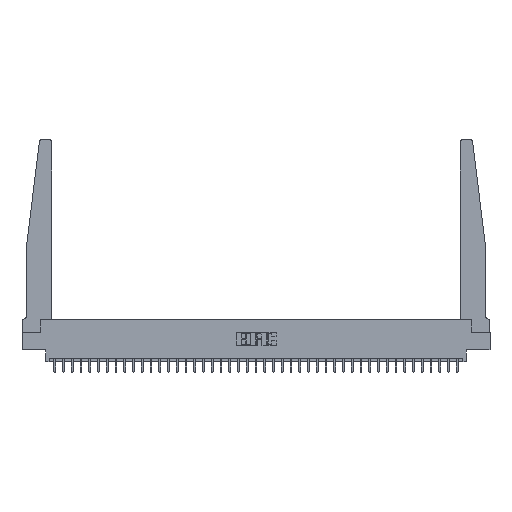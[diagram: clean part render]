
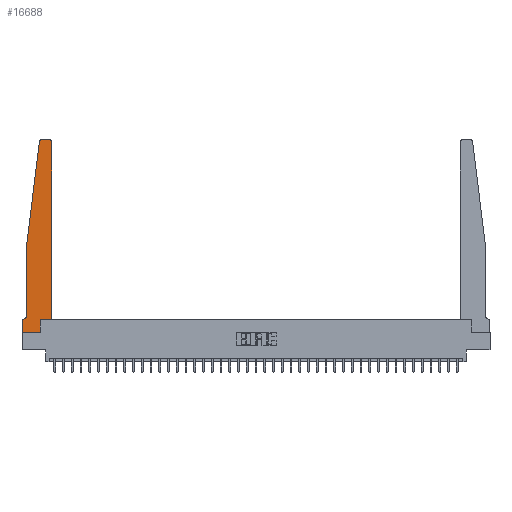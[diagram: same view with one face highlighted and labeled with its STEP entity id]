
A CAD part, top view. The second image highlights one B-rep face of the part: STEP entity #16688.
In plain terms, the highlighted planar face has unit normal (0, 0, 1).
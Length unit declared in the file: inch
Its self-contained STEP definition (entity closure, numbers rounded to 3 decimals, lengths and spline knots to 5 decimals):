
#438 = VERTEX_POINT ( 'NONE', #25923 ) ;
#1258 = ORIENTED_EDGE ( 'NONE', *, *, #6041, .T. ) ;
#2101 = VERTEX_POINT ( 'NONE', #13815 ) ;
#2139 = VECTOR ( 'NONE', #5851, 39.37008 ) ;
#2638 = VERTEX_POINT ( 'NONE', #18358 ) ;
#2792 = FACE_OUTER_BOUND ( 'NONE', #27944, .T. ) ;
#3043 = VECTOR ( 'NONE', #14737, 39.37008 ) ;
#3062 = VECTOR ( 'NONE', #23091, 39.37008 ) ;
#3084 = CARTESIAN_POINT ( 'NONE',  ( 0.25, 2.75, 0.37 ) ) ;
#3484 = VERTEX_POINT ( 'NONE', #16192 ) ;
#3599 = DIRECTION ( 'NONE',  ( 0., 0., 1. ) ) ;
#4188 = VECTOR ( 'NONE', #31065, 39.37008 ) ;
#4551 = EDGE_CURVE ( 'NONE', #6595, #10434, #30818, .T. ) ;
#4844 = EDGE_CURVE ( 'NONE', #2638, #17246, #16519, .T. ) ;
#5431 = ORIENTED_EDGE ( 'NONE', *, *, #21466, .T. ) ;
#5851 = DIRECTION ( 'NONE',  ( -1., 0., 0. ) ) ;
#6041 = EDGE_CURVE ( 'NONE', #11740, #6595, #31076, .T. ) ;
#6076 = VERTEX_POINT ( 'NONE', #14436 ) ;
#6595 = VERTEX_POINT ( 'NONE', #23432 ) ;
#6633 = CARTESIAN_POINT ( 'NONE',  ( 0.27653, 2.72, 0.37 ) ) ;
#8101 = DIRECTION ( 'NONE',  ( 0., 0., 1. ) ) ;
#8575 = VERTEX_POINT ( 'NONE', #9527 ) ;
#8716 = ORIENTED_EDGE ( 'NONE', *, *, #12236, .T. ) ;
#8724 = ORIENTED_EDGE ( 'NONE', *, *, #28236, .T. ) ;
#8877 = VECTOR ( 'NONE', #12227, 39.37008 ) ;
#9306 = DIRECTION ( 'NONE',  ( 1., 0., 0. ) ) ;
#9527 = CARTESIAN_POINT ( 'NONE',  ( 0.24675, 2.72367, 0.37 ) ) ;
#10279 = CARTESIAN_POINT ( 'NONE',  ( 0.2605, 0.18, 0.37 ) ) ;
#10434 = VERTEX_POINT ( 'NONE', #16103 ) ;
#11534 = VECTOR ( 'NONE', #20955, 39.37008 ) ;
#11740 = VERTEX_POINT ( 'NONE', #13797 ) ;
#11944 = LINE ( 'NONE', #28410, #3062 ) ;
#11994 = VECTOR ( 'NONE', #13074, 39.37008 ) ;
#12227 = DIRECTION ( 'NONE',  ( 0., -1., 0. ) ) ;
#12236 = EDGE_CURVE ( 'NONE', #2101, #2638, #17805, .T. ) ;
#13057 = LINE ( 'NONE', #34290, #26555 ) ;
#13074 = DIRECTION ( 'NONE',  ( -0.122, -0.992, 0. ) ) ;
#13189 = AXIS2_PLACEMENT_3D ( 'NONE', #30786, #14656, #33510 ) ;
#13266 = EDGE_CURVE ( 'NONE', #438, #3484, #11944, .T. ) ;
#13357 = CARTESIAN_POINT ( 'NONE',  ( 0.065, 1.25, 0.37 ) ) ;
#13797 = CARTESIAN_POINT ( 'NONE',  ( 0.425, 2.72, 0.37 ) ) ;
#13815 = CARTESIAN_POINT ( 'NONE',  ( 0.2605, 0., 0.37 ) ) ;
#13925 = CARTESIAN_POINT ( 'NONE',  ( 0.065, 0.2375, 0.37 ) ) ;
#13965 = AXIS2_PLACEMENT_3D ( 'NONE', #19714, #3599, #22461 ) ;
#14436 = CARTESIAN_POINT ( 'NONE',  ( 0., 0., 0.37 ) ) ;
#14656 = DIRECTION ( 'NONE',  ( 0., 0., -1. ) ) ;
#14737 = DIRECTION ( 'NONE',  ( 1., 0., 0. ) ) ;
#14923 = CARTESIAN_POINT ( 'NONE',  ( 0., 0., 0.37 ) ) ;
#15443 = DIRECTION ( 'NONE',  ( 0., 1., 0. ) ) ;
#15767 = CARTESIAN_POINT ( 'NONE',  ( 0.065, 1.25, 0.37 ) ) ;
#15841 = ORIENTED_EDGE ( 'NONE', *, *, #4844, .T. ) ;
#16082 = CARTESIAN_POINT ( 'NONE',  ( 0., 0.1875, 0.37 ) ) ;
#16103 = CARTESIAN_POINT ( 'NONE',  ( 0.27653, 2.75, 0.37 ) ) ;
#16192 = CARTESIAN_POINT ( 'NONE',  ( 0., 0.1875, 0.37 ) ) ;
#16519 = LINE ( 'NONE', #33693, #3043 ) ;
#16688 = ADVANCED_FACE ( 'NONE', ( #2792 ), #34911, .T. ) ;
#17246 = VERTEX_POINT ( 'NONE', #18626 ) ;
#17384 = ORIENTED_EDGE ( 'NONE', *, *, #27629, .T. ) ;
#17805 = LINE ( 'NONE', #10279, #11534 ) ;
#18358 = CARTESIAN_POINT ( 'NONE',  ( 0.2605, 0.18, 0.37 ) ) ;
#18626 = CARTESIAN_POINT ( 'NONE',  ( 0.425, 0.18, 0.37 ) ) ;
#19139 = LINE ( 'NONE', #15767, #11994 ) ;
#19577 = VECTOR ( 'NONE', #26776, 39.37008 ) ;
#19714 = CARTESIAN_POINT ( 'NONE',  ( 0.395, 2.72, 0.37 ) ) ;
#20955 = DIRECTION ( 'NONE',  ( 0., 1., 0. ) ) ;
#21466 = EDGE_CURVE ( 'NONE', #10434, #8575, #26537, .T. ) ;
#21526 = EDGE_CURVE ( 'NONE', #6076, #2101, #31980, .T. ) ;
#22461 = DIRECTION ( 'NONE',  ( 1., 0., 0. ) ) ;
#23091 = DIRECTION ( 'NONE',  ( -1., 0., 0. ) ) ;
#23432 = CARTESIAN_POINT ( 'NONE',  ( 0.395, 2.75, 0.37 ) ) ;
#23726 = ORIENTED_EDGE ( 'NONE', *, *, #31341, .T. ) ;
#24017 = CIRCLE ( 'NONE', #13189, 0.05 ) ;
#24457 = ORIENTED_EDGE ( 'NONE', *, *, #13266, .T. ) ;
#25433 = DIRECTION ( 'NONE',  ( 0., 0., 1. ) ) ;
#25923 = CARTESIAN_POINT ( 'NONE',  ( 0.015, 0.1875, 0.37 ) ) ;
#26170 = VERTEX_POINT ( 'NONE', #13925 ) ;
#26537 = CIRCLE ( 'NONE', #27069, 0.03 ) ;
#26555 = VECTOR ( 'NONE', #15443, 39.37008 ) ;
#26765 = LINE ( 'NONE', #32044, #19577 ) ;
#26770 = AXIS2_PLACEMENT_3D ( 'NONE', #16082, #8101, #26932 ) ;
#26776 = DIRECTION ( 'NONE',  ( 0., -1., 0. ) ) ;
#26932 = DIRECTION ( 'NONE',  ( 1., 0., 0. ) ) ;
#27069 = AXIS2_PLACEMENT_3D ( 'NONE', #6633, #25433, #9306 ) ;
#27138 = EDGE_CURVE ( 'NONE', #3484, #6076, #30345, .T. ) ;
#27629 = EDGE_CURVE ( 'NONE', #26170, #438, #24017, .T. ) ;
#27809 = ORIENTED_EDGE ( 'NONE', *, *, #27138, .T. ) ;
#27944 = EDGE_LOOP ( 'NONE', ( #29820, #5431, #31127, #23726, #17384, #24457, #27809, #28605, #8716, #15841, #8724, #1258 ) ) ;
#28236 = EDGE_CURVE ( 'NONE', #17246, #11740, #13057, .T. ) ;
#28410 = CARTESIAN_POINT ( 'NONE',  ( 0.065, 0.1875, 0.37 ) ) ;
#28411 = CARTESIAN_POINT ( 'NONE',  ( 0., 0., 0.37 ) ) ;
#28605 = ORIENTED_EDGE ( 'NONE', *, *, #21526, .T. ) ;
#29615 = VERTEX_POINT ( 'NONE', #13357 ) ;
#29820 = ORIENTED_EDGE ( 'NONE', *, *, #4551, .T. ) ;
#30345 = LINE ( 'NONE', #14923, #8877 ) ;
#30786 = CARTESIAN_POINT ( 'NONE',  ( 0.015, 0.2375, 0.37 ) ) ;
#30818 = LINE ( 'NONE', #3084, #2139 ) ;
#31065 = DIRECTION ( 'NONE',  ( 1., 0., 0. ) ) ;
#31076 = CIRCLE ( 'NONE', #13965, 0.03 ) ;
#31127 = ORIENTED_EDGE ( 'NONE', *, *, #34354, .T. ) ;
#31341 = EDGE_CURVE ( 'NONE', #29615, #26170, #26765, .T. ) ;
#31980 = LINE ( 'NONE', #28411, #4188 ) ;
#32044 = CARTESIAN_POINT ( 'NONE',  ( 0.065, 1.25, 0.37 ) ) ;
#33510 = DIRECTION ( 'NONE',  ( -1., 0., 0. ) ) ;
#33693 = CARTESIAN_POINT ( 'NONE',  ( 0.425, 0.18, 0.37 ) ) ;
#34290 = CARTESIAN_POINT ( 'NONE',  ( 0.425, 0.18, 0.37 ) ) ;
#34354 = EDGE_CURVE ( 'NONE', #8575, #29615, #19139, .T. ) ;
#34911 = PLANE ( 'NONE',  #26770 ) ;
